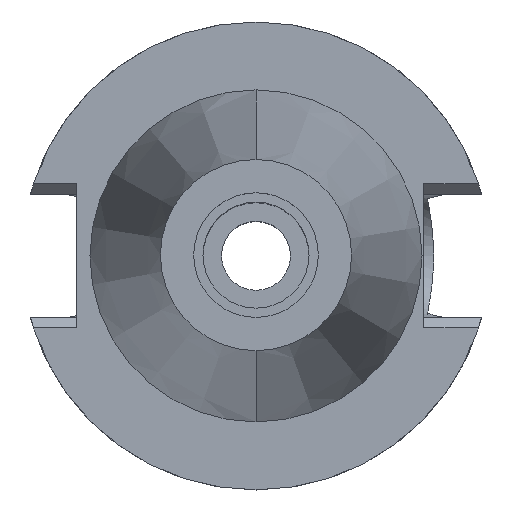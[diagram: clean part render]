
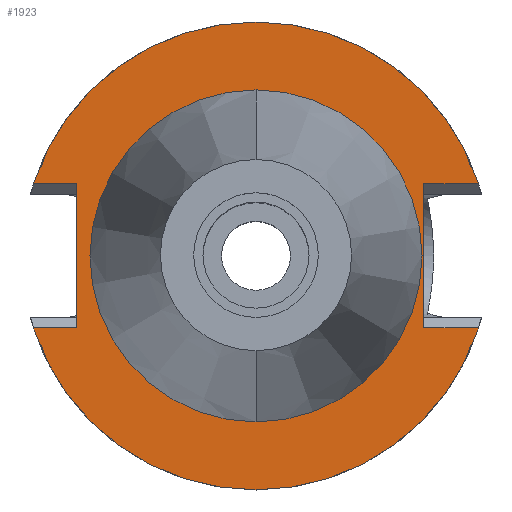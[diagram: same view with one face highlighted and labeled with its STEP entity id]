
A CAD part, top view. The second image highlights one B-rep face of the part: STEP entity #1923.
In plain terms, the highlighted planar face has unit normal (0, 0, 1).
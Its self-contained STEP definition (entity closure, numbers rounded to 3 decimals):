
#94=DIRECTION('',(0.,-1.,0.));
#95=VECTOR('',#94,30.31);
#96=CARTESIAN_POINT('',(35.27,15.155,-1.5));
#97=LINE('',#96,#95);
#101=DIRECTION('',(1.,0.,0.));
#102=VECTOR('',#101,11.551);
#103=CARTESIAN_POINT('',(35.27,-15.155,-1.5));
#104=LINE('',#103,#102);
#108=CARTESIAN_POINT('',(0.,0.,-1.5));
#109=DIRECTION('',(0.,0.,-1.));
#110=DIRECTION('',(0.951,-0.308,0.));
#111=AXIS2_PLACEMENT_3D('',#108,#109,#110);
#116=CARTESIAN_POINT('',(0.,0.,-1.5));
#117=DIRECTION('',(0.,0.,-1.));
#118=DIRECTION('',(0.,-1.,0.));
#119=AXIS2_PLACEMENT_3D('',#116,#117,#118);
#124=DIRECTION('',(0.,1.,0.));
#125=VECTOR('',#124,30.31);
#126=CARTESIAN_POINT('',(-37.68,-15.155,-1.5));
#127=LINE('',#126,#125);
#131=DIRECTION('',(-1.,0.,0.));
#132=VECTOR('',#131,9.141);
#133=CARTESIAN_POINT('',(-37.68,15.155,-1.5));
#134=LINE('',#133,#132);
#138=CARTESIAN_POINT('',(0.,0.,-1.5));
#139=DIRECTION('',(0.,0.,-1.));
#140=DIRECTION('',(-0.951,0.308,0.));
#141=AXIS2_PLACEMENT_3D('',#138,#139,#140);
#146=CARTESIAN_POINT('',(0.,0.,-1.5));
#147=DIRECTION('',(0.,0.,-1.));
#148=DIRECTION('',(0.,1.,0.));
#149=AXIS2_PLACEMENT_3D('',#146,#147,#148);
#154=CARTESIAN_POINT('',(0.,0.,-1.5));
#155=DIRECTION('',(0.,0.,1.));
#156=DIRECTION('',(0.,-1.,0.));
#157=AXIS2_PLACEMENT_3D('',#154,#155,#156);
#162=CARTESIAN_POINT('',(0.,0.,-1.5));
#163=DIRECTION('',(0.,0.,1.));
#164=DIRECTION('',(0.,1.,0.));
#165=AXIS2_PLACEMENT_3D('',#162,#163,#164);
#221=DIRECTION('',(1.,0.,0.));
#222=VECTOR('',#221,11.551);
#223=CARTESIAN_POINT('',(35.27,15.155,-1.5));
#224=LINE('',#223,#222);
#468=DIRECTION('',(-1.,0.,0.));
#469=VECTOR('',#468,9.141);
#470=CARTESIAN_POINT('',(-37.68,-15.155,-1.5));
#471=LINE('',#470,#469);
#1661=CARTESIAN_POINT('',(-37.68,-15.155,-1.5));
#1662=CARTESIAN_POINT('',(-37.68,15.155,-1.5));
#1663=VERTEX_POINT('',#1661);
#1664=VERTEX_POINT('',#1662);
#1680=CARTESIAN_POINT('',(35.27,15.155,-1.5));
#1681=CARTESIAN_POINT('',(35.27,-15.155,-1.5));
#1682=VERTEX_POINT('',#1680);
#1683=VERTEX_POINT('',#1681);
#1684=CARTESIAN_POINT('',(46.821,-15.155,-1.5));
#1685=VERTEX_POINT('',#1684);
#1686=CARTESIAN_POINT('',(0.,-49.213,-1.5));
#1687=CARTESIAN_POINT('',(-46.821,-15.155,-1.5));
#1688=VERTEX_POINT('',#1686);
#1689=VERTEX_POINT('',#1687);
#1690=CARTESIAN_POINT('',(-46.821,15.155,-1.5));
#1691=VERTEX_POINT('',#1690);
#1692=CARTESIAN_POINT('',(0.,49.213,-1.5));
#1693=CARTESIAN_POINT('',(46.821,15.155,-1.5));
#1694=VERTEX_POINT('',#1692);
#1695=VERTEX_POINT('',#1693);
#1696=CARTESIAN_POINT('',(0.,-34.925,-1.5));
#1697=CARTESIAN_POINT('',(0.,34.925,-1.5));
#1698=VERTEX_POINT('',#1696);
#1699=VERTEX_POINT('',#1697);
#1892=CARTESIAN_POINT('',(0.,0.,-1.5));
#1893=DIRECTION('',(0.,0.,-1.));
#1894=DIRECTION('',(0.,-1.,0.));
#1895=AXIS2_PLACEMENT_3D('',#1892,#1893,#1894);
#1896=PLANE('',#1895);
#1898=ORIENTED_EDGE('',*,*,#1897,.T.);
#1900=ORIENTED_EDGE('',*,*,#1899,.T.);
#1902=ORIENTED_EDGE('',*,*,#1901,.T.);
#1904=ORIENTED_EDGE('',*,*,#1903,.T.);
#1906=ORIENTED_EDGE('',*,*,#1905,.F.);
#1908=ORIENTED_EDGE('',*,*,#1907,.T.);
#1910=ORIENTED_EDGE('',*,*,#1909,.T.);
#1912=ORIENTED_EDGE('',*,*,#1911,.T.);
#1914=ORIENTED_EDGE('',*,*,#1913,.T.);
#1916=ORIENTED_EDGE('',*,*,#1915,.F.);
#1917=EDGE_LOOP('',(#1898,#1900,#1902,#1904,#1906,#1908,#1910,#1912,#1914,
#1916));
#1918=FACE_OUTER_BOUND('',#1917,.F.);
#1919=ORIENTED_EDGE('',*,*,#1871,.T.);
#1920=ORIENTED_EDGE('',*,*,#1887,.T.);
#1921=EDGE_LOOP('',(#1919,#1920));
#1922=FACE_BOUND('',#1921,.F.);
#112=CIRCLE('',#111,49.213);
#120=CIRCLE('',#119,49.213);
#142=CIRCLE('',#141,49.213);
#150=CIRCLE('',#149,49.213);
#158=CIRCLE('',#157,34.925);
#166=CIRCLE('',#165,34.925);
#1871=EDGE_CURVE('',#1698,#1699,#158,.T.);
#1887=EDGE_CURVE('',#1699,#1698,#166,.T.);
#1897=EDGE_CURVE('',#1682,#1683,#97,.T.);
#1899=EDGE_CURVE('',#1683,#1685,#104,.T.);
#1901=EDGE_CURVE('',#1685,#1688,#112,.T.);
#1903=EDGE_CURVE('',#1688,#1689,#120,.T.);
#1905=EDGE_CURVE('',#1663,#1689,#471,.T.);
#1907=EDGE_CURVE('',#1663,#1664,#127,.T.);
#1909=EDGE_CURVE('',#1664,#1691,#134,.T.);
#1911=EDGE_CURVE('',#1691,#1694,#142,.T.);
#1913=EDGE_CURVE('',#1694,#1695,#150,.T.);
#1915=EDGE_CURVE('',#1682,#1695,#224,.T.);
#1923=ADVANCED_FACE('',(#1918,#1922),#1896,.F.);
